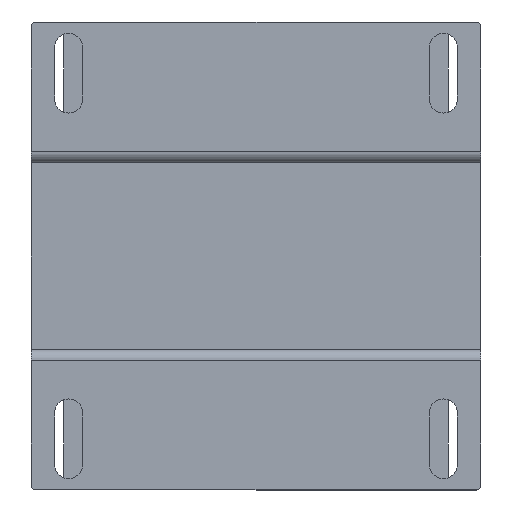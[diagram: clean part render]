
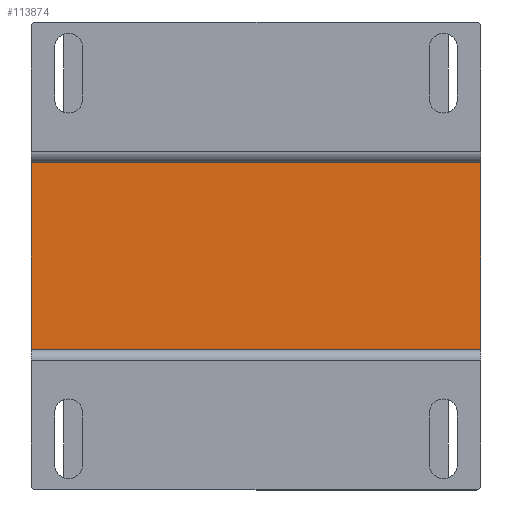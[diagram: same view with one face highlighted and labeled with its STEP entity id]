
A CAD part, front view. The second image highlights one B-rep face of the part: STEP entity #113874.
In plain terms, the highlighted planar face has unit normal (0, -1, 0).
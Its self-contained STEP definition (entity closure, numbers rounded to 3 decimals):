
#9498 = CARTESIAN_POINT ( 'NONE',  ( 96., -80., 39.878 ) ) ;
#12201 = VECTOR ( 'NONE', #100169, 1000. ) ;
#19683 = CARTESIAN_POINT ( 'NONE',  ( 0., -80., 39.878 ) ) ;
#22812 = CARTESIAN_POINT ( 'NONE',  ( 0., -80., 39.878 ) ) ;
#34270 = ORIENTED_EDGE ( 'NONE', *, *, #150837, .F. ) ;
#40171 = LINE ( 'NONE', #135469, #67636 ) ;
#40305 = EDGE_CURVE ( 'NONE', #147921, #100350, #40171, .T. ) ;
#44659 = DIRECTION ( 'NONE',  ( 0., 0., -1. ) ) ;
#45483 = ORIENTED_EDGE ( 'NONE', *, *, #40305, .T. ) ;
#51059 = CARTESIAN_POINT ( 'NONE',  ( 0., -80., 39.878 ) ) ;
#51194 = DIRECTION ( 'NONE',  ( 0., 1., 0. ) ) ;
#53871 = CARTESIAN_POINT ( 'NONE',  ( 96., -80., 0. ) ) ;
#54440 = VECTOR ( 'NONE', #44659, 1000. ) ;
#57107 = DIRECTION ( 'NONE',  ( 0., 0., -1. ) ) ;
#59638 = VERTEX_POINT ( 'NONE', #51059 ) ;
#62981 = CARTESIAN_POINT ( 'NONE',  ( 0., -80., 39.878 ) ) ;
#63995 = CARTESIAN_POINT ( 'NONE',  ( 0., -80., 0. ) ) ;
#67257 = EDGE_LOOP ( 'NONE', ( #45483, #90894, #34270, #104651 ) ) ;
#67636 = VECTOR ( 'NONE', #74517, 1000. ) ;
#74390 = VERTEX_POINT ( 'NONE', #122678 ) ;
#74517 = DIRECTION ( 'NONE',  ( 1., 0., 0. ) ) ;
#86677 = VECTOR ( 'NONE', #57107, 1000. ) ;
#90894 = ORIENTED_EDGE ( 'NONE', *, *, #112074, .F. ) ;
#95852 = FACE_OUTER_BOUND ( 'NONE', #67257, .T. ) ;
#100169 = DIRECTION ( 'NONE',  ( 1., 0., 0. ) ) ;
#100350 = VERTEX_POINT ( 'NONE', #53871 ) ;
#101011 = LINE ( 'NONE', #22812, #54440 ) ;
#104651 = ORIENTED_EDGE ( 'NONE', *, *, #122408, .T. ) ;
#109889 = PLANE ( 'NONE',  #132373 ) ;
#112074 = EDGE_CURVE ( 'NONE', #74390, #100350, #128222, .T. ) ;
#113456 = LINE ( 'NONE', #19683, #12201 ) ;
#113874 = ADVANCED_FACE ( 'NONE', ( #95852 ), #109889, .F. ) ;
#122408 = EDGE_CURVE ( 'NONE', #59638, #147921, #101011, .T. ) ;
#122678 = CARTESIAN_POINT ( 'NONE',  ( 96., -80., 39.878 ) ) ;
#128222 = LINE ( 'NONE', #9498, #86677 ) ;
#132373 = AXIS2_PLACEMENT_3D ( 'NONE', #62981, #51194, #143466 ) ;
#135469 = CARTESIAN_POINT ( 'NONE',  ( 0., -80., 0. ) ) ;
#143466 = DIRECTION ( 'NONE',  ( 0., 0., 1. ) ) ;
#147921 = VERTEX_POINT ( 'NONE', #63995 ) ;
#150837 = EDGE_CURVE ( 'NONE', #59638, #74390, #113456, .T. ) ;
